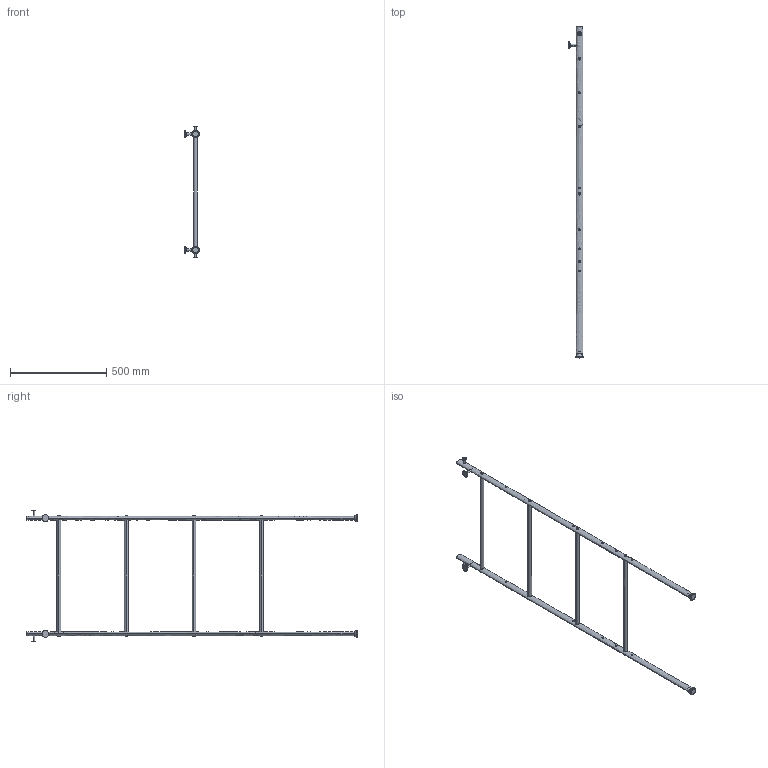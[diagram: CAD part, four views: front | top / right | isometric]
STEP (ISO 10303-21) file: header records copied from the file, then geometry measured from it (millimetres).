
FILE_DESCRIPTION (( 'STEP AP203' ), '1' );
FILE_NAME ('21988- LUNIS.STEP', '2013-04-21T10:03:31', ( '' ), ( '' ), 'SwSTEP 2.0', 'SolidWorks 2012', '' );
FILE_SCHEMA (( 'CONFIG_CONTROL_DESIGN' ));
Length unit declared in the file: millimetre
Products named in the file (1): 21988- LUNIS
Bounding box: 75.98 x 1720 x 680 mm (x, y, z)
Volume: 2117435 mm3; surface area: 608124 mm2
Topology: 20 solids, 20 shells, 368 faces, 788 edges, 472 vertices
Faces by surface type: plane 148, cylinder 124, torus 48, cone 36, bspline 12
Entity records: 13659 total; most frequent: CARTESIAN_POINT 5701, DIRECTION 1670, ORIENTED_EDGE 1544, EDGE_CURVE 772, AXIS2_PLACEMENT_3D 657, VERTEX_POINT 472, EDGE_LOOP 440, ADVANCED_FACE 368
